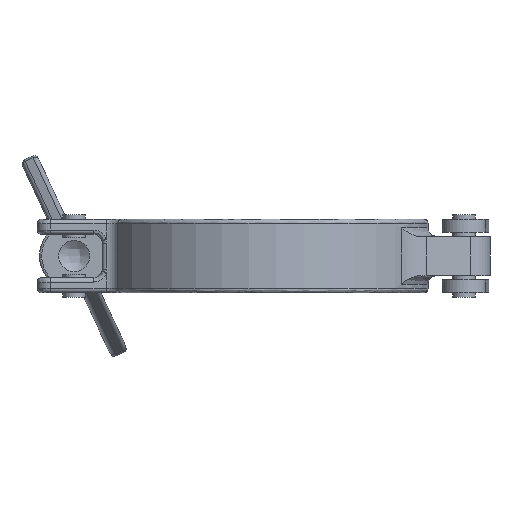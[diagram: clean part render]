
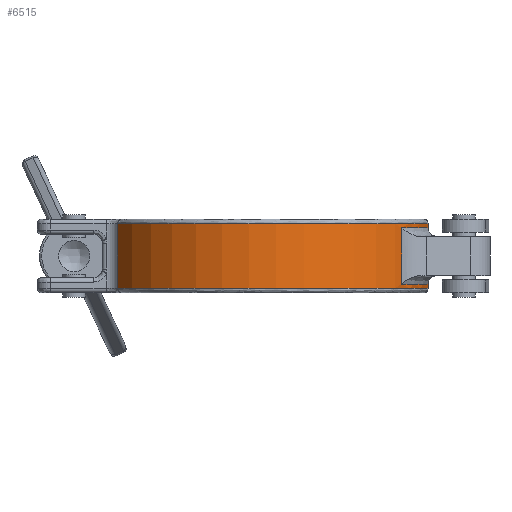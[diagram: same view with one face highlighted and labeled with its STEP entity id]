
A CAD part, front view. The second image highlights one B-rep face of the part: STEP entity #6515.
In plain terms, the highlighted cylindrical face has radius 38.25 mm (diameter 76.5 mm), a partial arc.
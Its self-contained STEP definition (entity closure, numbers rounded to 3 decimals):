
#16 = VERTEX_POINT ( 'NONE', #1149 ) ;
#358 = ORIENTED_EDGE ( 'NONE', *, *, #12198, .T. ) ;
#462 = CIRCLE ( 'NONE', #12430, 38.25 ) ;
#889 = EDGE_CURVE ( 'NONE', #16, #10215, #10238, .T. ) ;
#1110 = DIRECTION ( 'NONE',  ( 0., 0., -1. ) ) ;
#1149 = CARTESIAN_POINT ( 'NONE',  ( 37.692, -6.511, -6.5 ) ) ;
#1181 = DIRECTION ( 'NONE',  ( 0., 0., 1. ) ) ;
#1262 = CIRCLE ( 'NONE', #3846, 38.25 ) ;
#1268 = ORIENTED_EDGE ( 'NONE', *, *, #3785, .T. ) ;
#1904 = LINE ( 'NONE', #3414, #4280 ) ;
#2148 = EDGE_CURVE ( 'NONE', #11483, #7469, #6180, .T. ) ;
#2191 = CARTESIAN_POINT ( 'NONE',  ( 31.585, -21.574, 6.5 ) ) ;
#2491 = CARTESIAN_POINT ( 'NONE',  ( 0., 0., 7.5 ) ) ;
#2552 = EDGE_LOOP ( 'NONE', ( #6793, #358, #9212, #7004, #6408, #1268, #11832, #6313 ) ) ;
#2715 = CARTESIAN_POINT ( 'NONE',  ( 0., 0., 4.5 ) ) ;
#3137 = CYLINDRICAL_SURFACE ( 'NONE', #9587, 38.25 ) ;
#3414 = CARTESIAN_POINT ( 'NONE',  ( -33.951, -17.618, 4.5 ) ) ;
#3450 = FACE_OUTER_BOUND ( 'NONE', #2552, .T. ) ;
#3519 = DIRECTION ( 'NONE',  ( -1., 0., 0. ) ) ;
#3785 = EDGE_CURVE ( 'NONE', #5862, #11786, #462, .T. ) ;
#3846 = AXIS2_PLACEMENT_3D ( 'NONE', #4103, #11119, #5117 ) ;
#4085 = EDGE_CURVE ( 'NONE', #7469, #9794, #1262, .T. ) ;
#4103 = CARTESIAN_POINT ( 'NONE',  ( 0., 0., 6.5 ) ) ;
#4280 = VECTOR ( 'NONE', #8445, 1000. ) ;
#4344 = CARTESIAN_POINT ( 'NONE',  ( 37.692, -6.511, -7.5 ) ) ;
#4367 = DIRECTION ( 'NONE',  ( 0., 0., 1. ) ) ;
#4454 = VECTOR ( 'NONE', #5758, 1000. ) ;
#5117 = DIRECTION ( 'NONE',  ( -1., 0., 0. ) ) ;
#5659 = CARTESIAN_POINT ( 'NONE',  ( 31.585, -21.574, 4.5 ) ) ;
#5758 = DIRECTION ( 'NONE',  ( 0., 0., 1. ) ) ;
#5862 = VERTEX_POINT ( 'NONE', #6451 ) ;
#6180 = LINE ( 'NONE', #5659, #11496 ) ;
#6313 = ORIENTED_EDGE ( 'NONE', *, *, #8126, .T. ) ;
#6408 = ORIENTED_EDGE ( 'NONE', *, *, #9220, .T. ) ;
#6451 = CARTESIAN_POINT ( 'NONE',  ( 37.692, -6.511, 7.5 ) ) ;
#6515 = ADVANCED_FACE ( 'NONE', ( #3450 ), #3137, .T. ) ;
#6793 = ORIENTED_EDGE ( 'NONE', *, *, #889, .F. ) ;
#7004 = ORIENTED_EDGE ( 'NONE', *, *, #4085, .T. ) ;
#7120 = LINE ( 'NONE', #8722, #4454 ) ;
#7140 = CARTESIAN_POINT ( 'NONE',  ( 0., 0., -6.5 ) ) ;
#7196 = AXIS2_PLACEMENT_3D ( 'NONE', #7140, #1110, #8140 ) ;
#7387 = CARTESIAN_POINT ( 'NONE',  ( 37.692, -6.511, 6.5 ) ) ;
#7412 = CARTESIAN_POINT ( 'NONE',  ( -33.951, -17.618, 7.5 ) ) ;
#7469 = VERTEX_POINT ( 'NONE', #2191 ) ;
#7557 = VECTOR ( 'NONE', #8180, 1000. ) ;
#7602 = CIRCLE ( 'NONE', #10525, 38.25 ) ;
#8126 = EDGE_CURVE ( 'NONE', #12388, #10215, #7602, .T. ) ;
#8140 = DIRECTION ( 'NONE',  ( -1., 0., 0. ) ) ;
#8180 = DIRECTION ( 'NONE',  ( 0., 0., -1. ) ) ;
#8445 = DIRECTION ( 'NONE',  ( 0., 0., -1. ) ) ;
#8722 = CARTESIAN_POINT ( 'NONE',  ( 37.692, -6.511, 4.5 ) ) ;
#8885 = CARTESIAN_POINT ( 'NONE',  ( -33.951, -17.618, -7.5 ) ) ;
#9212 = ORIENTED_EDGE ( 'NONE', *, *, #2148, .T. ) ;
#9220 = EDGE_CURVE ( 'NONE', #9794, #5862, #7120, .T. ) ;
#9543 = DIRECTION ( 'NONE',  ( 0., 0., -1. ) ) ;
#9587 = AXIS2_PLACEMENT_3D ( 'NONE', #2715, #11805, #10807 ) ;
#9794 = VERTEX_POINT ( 'NONE', #7387 ) ;
#10215 = VERTEX_POINT ( 'NONE', #4344 ) ;
#10238 = LINE ( 'NONE', #12750, #7557 ) ;
#10384 = CARTESIAN_POINT ( 'NONE',  ( 0., 0., -7.5 ) ) ;
#10482 = EDGE_CURVE ( 'NONE', #11786, #12388, #1904, .T. ) ;
#10525 = AXIS2_PLACEMENT_3D ( 'NONE', #10384, #4367, #11382 ) ;
#10807 = DIRECTION ( 'NONE',  ( -1., 0., 0. ) ) ;
#11119 = DIRECTION ( 'NONE',  ( 0., 0., 1. ) ) ;
#11382 = DIRECTION ( 'NONE',  ( -1., 0., 0. ) ) ;
#11483 = VERTEX_POINT ( 'NONE', #11570 ) ;
#11496 = VECTOR ( 'NONE', #1181, 1000. ) ;
#11570 = CARTESIAN_POINT ( 'NONE',  ( 31.585, -21.574, -6.5 ) ) ;
#11786 = VERTEX_POINT ( 'NONE', #7412 ) ;
#11805 = DIRECTION ( 'NONE',  ( 0., 0., -1. ) ) ;
#11832 = ORIENTED_EDGE ( 'NONE', *, *, #10482, .T. ) ;
#11933 = CIRCLE ( 'NONE', #7196, 38.25 ) ;
#12198 = EDGE_CURVE ( 'NONE', #16, #11483, #11933, .T. ) ;
#12388 = VERTEX_POINT ( 'NONE', #8885 ) ;
#12430 = AXIS2_PLACEMENT_3D ( 'NONE', #2491, #9543, #3519 ) ;
#12750 = CARTESIAN_POINT ( 'NONE',  ( 37.692, -6.511, 8.5 ) ) ;
